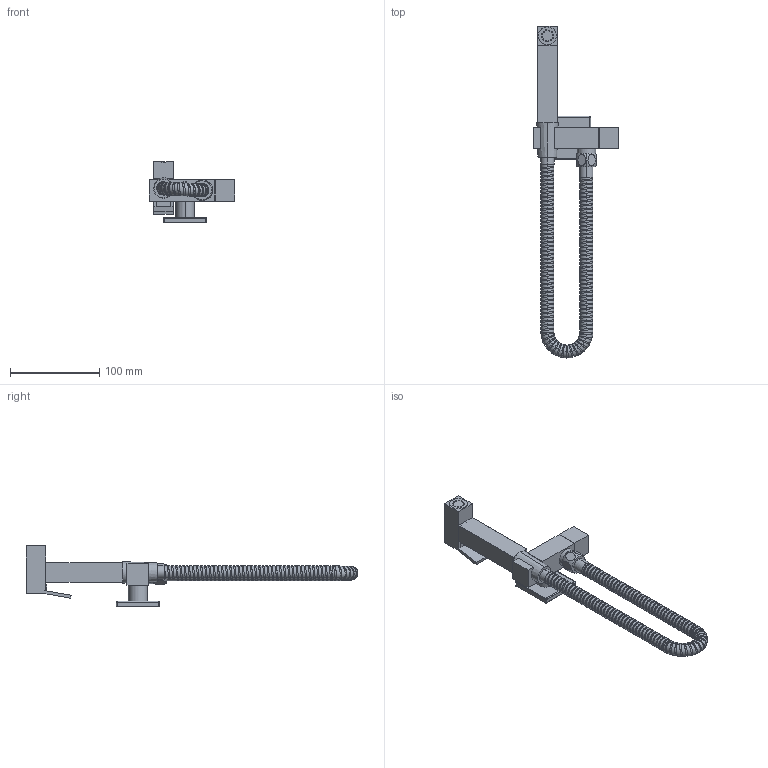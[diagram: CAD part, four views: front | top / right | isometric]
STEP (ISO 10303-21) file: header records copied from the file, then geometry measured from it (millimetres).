
FILE_DESCRIPTION((''),'2;1');
FILE_NAME('ZDUP111CR','2021-11-15T10:05:53',('ut3'),('PAFFONI SpA'),'CREO PARAMETRIC BY PTC INC, 2020044','CREO PARAMETRIC BY PTC INC, 2020044','');
FILE_SCHEMA(('CONFIG_CONTROL_DESIGN','SHAPE_APPEARANCE_LAYERS_GROUPS'));
Products named in the file (1): ZDUP111CR
Bounding box: 95.5 x 370.99 x 67.45 mm (x, y, z)
Volume: 171674.1 mm3; surface area: 72919.4 mm2
Topology: 1 solids, 1 shells, 460 faces, 1210 edges, 773 vertices
Faces by surface type: cylinder 220, plane 114, bspline 86, torus 24, sphere 8, cone 6, revolution 2
Entity records: 59688 total; most frequent: CARTESIAN_POINT 49454, ORIENTED_EDGE 2404, DIRECTION 1614, EDGE_CURVE 1202, VERTEX_POINT 773, AXIS2_PLACEMENT_3D 556, B_SPLINE_CURVE_WITH_KNOTS 520, VECTOR 500
